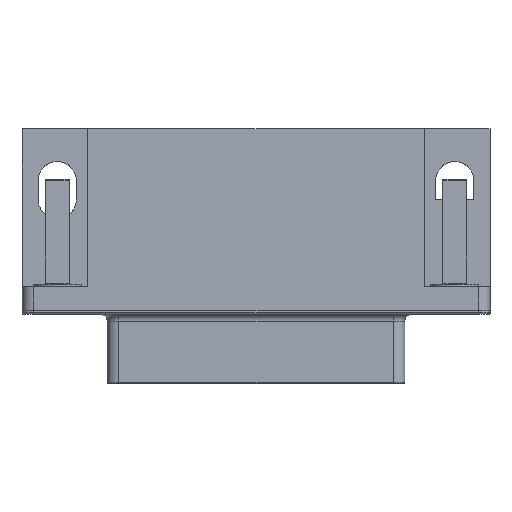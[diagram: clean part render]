
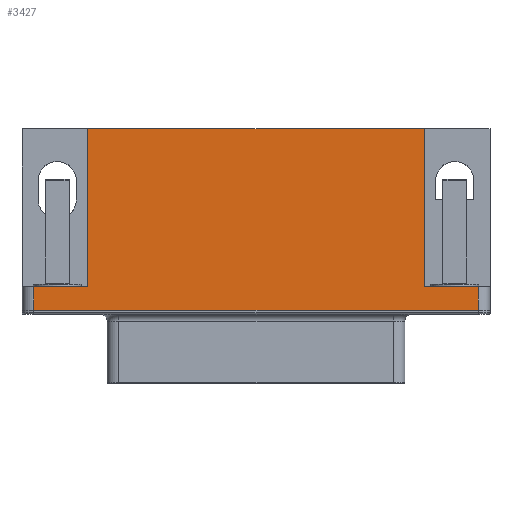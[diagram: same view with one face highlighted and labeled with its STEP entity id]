
A CAD part, top view. The second image highlights one B-rep face of the part: STEP entity #3427.
In plain terms, the highlighted planar face has unit normal (0, 0, 1).
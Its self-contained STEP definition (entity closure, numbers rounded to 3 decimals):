
#3186 = VERTEX_POINT('',#3187);
#3187 = CARTESIAN_POINT('',(-10.013,-13.43,12.5));
#3193 = EDGE_CURVE('',#3194,#3186,#3196,.T.);
#3194 = VERTEX_POINT('',#3195);
#3195 = CARTESIAN_POINT('',(27.188,-13.43,12.5));
#3196 = LINE('',#3197,#3198);
#3197 = CARTESIAN_POINT('',(27.188,-13.43,12.5));
#3198 = VECTOR('',#3199,1.);
#3199 = DIRECTION('',(-1.,0.,0.));
#3427 = ADVANCED_FACE('',(#3428),#3485,.T.);
#3428 = FACE_BOUND('',#3429,.T.);
#3429 = EDGE_LOOP('',(#3430,#3431,#3439,#3447,#3455,#3463,#3471,#3479));
#3430 = ORIENTED_EDGE('',*,*,#3193,.F.);
#3431 = ORIENTED_EDGE('',*,*,#3432,.T.);
#3432 = EDGE_CURVE('',#3194,#3433,#3435,.T.);
#3433 = VERTEX_POINT('',#3434);
#3434 = CARTESIAN_POINT('',(27.188,-11.43,12.5));
#3435 = LINE('',#3436,#3437);
#3436 = CARTESIAN_POINT('',(27.188,-13.43,12.5));
#3437 = VECTOR('',#3438,1.);
#3438 = DIRECTION('',(-0.,1.,0.));
#3439 = ORIENTED_EDGE('',*,*,#3440,.F.);
#3440 = EDGE_CURVE('',#3441,#3433,#3443,.T.);
#3441 = VERTEX_POINT('',#3442);
#3442 = CARTESIAN_POINT('',(22.688,-11.43,12.5));
#3443 = LINE('',#3444,#3445);
#3444 = CARTESIAN_POINT('',(27.188,-11.43,12.5));
#3445 = VECTOR('',#3446,1.);
#3446 = DIRECTION('',(1.,0.,0.));
#3447 = ORIENTED_EDGE('',*,*,#3448,.F.);
#3448 = EDGE_CURVE('',#3449,#3441,#3451,.T.);
#3449 = VERTEX_POINT('',#3450);
#3450 = CARTESIAN_POINT('',(22.688,1.8,12.5));
#3451 = LINE('',#3452,#3453);
#3452 = CARTESIAN_POINT('',(22.688,-12.43,12.5));
#3453 = VECTOR('',#3454,1.);
#3454 = DIRECTION('',(0.,-1.,0.));
#3455 = ORIENTED_EDGE('',*,*,#3456,.T.);
#3456 = EDGE_CURVE('',#3449,#3457,#3459,.T.);
#3457 = VERTEX_POINT('',#3458);
#3458 = CARTESIAN_POINT('',(-5.513,1.8,12.5));
#3459 = LINE('',#3460,#3461);
#3460 = CARTESIAN_POINT('',(28.188,1.8,12.5));
#3461 = VECTOR('',#3462,1.);
#3462 = DIRECTION('',(-1.,0.,0.));
#3463 = ORIENTED_EDGE('',*,*,#3464,.F.);
#3464 = EDGE_CURVE('',#3465,#3457,#3467,.T.);
#3465 = VERTEX_POINT('',#3466);
#3466 = CARTESIAN_POINT('',(-5.513,-11.43,12.5));
#3467 = LINE('',#3468,#3469);
#3468 = CARTESIAN_POINT('',(-5.513,-12.43,12.5));
#3469 = VECTOR('',#3470,1.);
#3470 = DIRECTION('',(0.,1.,0.));
#3471 = ORIENTED_EDGE('',*,*,#3472,.F.);
#3472 = EDGE_CURVE('',#3473,#3465,#3475,.T.);
#3473 = VERTEX_POINT('',#3474);
#3474 = CARTESIAN_POINT('',(-10.013,-11.43,12.5));
#3475 = LINE('',#3476,#3477);
#3476 = CARTESIAN_POINT('',(9.588,-11.43,12.5));
#3477 = VECTOR('',#3478,1.);
#3478 = DIRECTION('',(1.,0.,0.));
#3479 = ORIENTED_EDGE('',*,*,#3480,.F.);
#3480 = EDGE_CURVE('',#3186,#3473,#3481,.T.);
#3481 = LINE('',#3482,#3483);
#3482 = CARTESIAN_POINT('',(-10.013,-13.43,12.5));
#3483 = VECTOR('',#3484,1.);
#3484 = DIRECTION('',(-0.,1.,0.));
#3485 = PLANE('',#3486);
#3486 = AXIS2_PLACEMENT_3D('',#3487,#3488,#3489);
#3487 = CARTESIAN_POINT('',(28.188,-13.43,12.5));
#3488 = DIRECTION('',(0.,0.,1.));
#3489 = DIRECTION('',(-1.,0.,0.));
